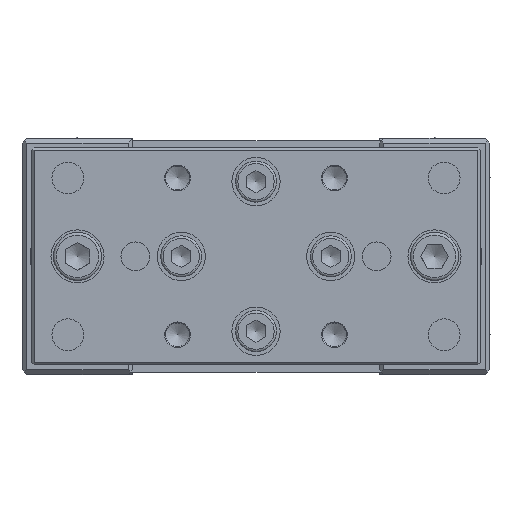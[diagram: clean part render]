
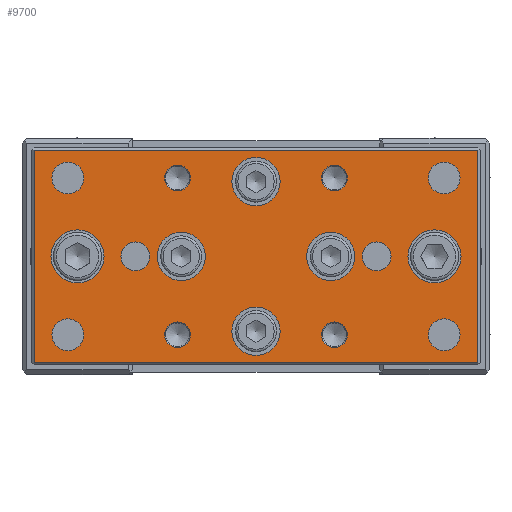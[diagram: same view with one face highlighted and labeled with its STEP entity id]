
A CAD part, left-side view. The second image highlights one B-rep face of the part: STEP entity #9700.
In plain terms, the highlighted planar face has unit normal (-1, 0, 0).
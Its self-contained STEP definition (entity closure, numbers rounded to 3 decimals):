
#8944=CARTESIAN_POINT('',(77.608,201.669,27.5));
#8945=VERTEX_POINT('',#8944);
#8946=CARTESIAN_POINT('',(77.608,201.669,24.5));
#8947=DIRECTION('',(1.0,0.0,0.0));
#8948=DIRECTION('',(0.0,0.0,1.0));
#8949=AXIS2_PLACEMENT_3D('',#8946,#8947,#8948);
#8950=CIRCLE('',#8949,3.0);
#8951=EDGE_CURVE('',#8945,#8945,#8950,.T.);
#8981=CARTESIAN_POINT('',(77.608,151.669,27.5));
#8982=VERTEX_POINT('',#8981);
#8983=CARTESIAN_POINT('',(77.608,151.669,24.5));
#8984=DIRECTION('',(1.0,0.0,0.0));
#8985=DIRECTION('',(0.0,0.0,1.0));
#8986=AXIS2_PLACEMENT_3D('',#8983,#8984,#8985);
#8987=CIRCLE('',#8986,3.0);
#8988=EDGE_CURVE('',#8982,#8982,#8987,.T.);
#9029=CARTESIAN_POINT('',(77.608,176.669,35.0));
#9030=VERTEX_POINT('',#9029);
#9031=CARTESIAN_POINT('',(77.608,176.669,40.0));
#9032=DIRECTION('',(1.0,0.0,0.0));
#9033=DIRECTION('',(0.0,0.0,1.0));
#9034=AXIS2_PLACEMENT_3D('',#9031,#9032,#9033);
#9035=CIRCLE('',#9034,5.0);
#9036=EDGE_CURVE('',#9030,#9030,#9035,.T.);
#9057=CARTESIAN_POINT('',(77.608,213.669,19.0));
#9058=VERTEX_POINT('',#9057);
#9059=CARTESIAN_POINT('',(77.608,213.669,24.5));
#9060=DIRECTION('',(1.0,0.0,0.0));
#9061=DIRECTION('',(0.0,0.0,1.0));
#9062=AXIS2_PLACEMENT_3D('',#9059,#9060,#9061);
#9063=CIRCLE('',#9062,5.5);
#9064=EDGE_CURVE('',#9058,#9058,#9063,.T.);
#9074=CARTESIAN_POINT('',(77.608,137.669,37.45));
#9075=VERTEX_POINT('',#9074);
#9076=CARTESIAN_POINT('',(77.608,137.669,40.75));
#9077=DIRECTION('',(1.0,0.0,0.0));
#9078=DIRECTION('',(0.0,0.0,1.0));
#9079=AXIS2_PLACEMENT_3D('',#9076,#9077,#9078);
#9080=CIRCLE('',#9079,3.3);
#9081=EDGE_CURVE('',#9075,#9075,#9080,.T.);
#9122=CARTESIAN_POINT('',(77.608,137.669,4.95));
#9123=VERTEX_POINT('',#9122);
#9124=CARTESIAN_POINT('',(77.608,137.669,8.25));
#9125=DIRECTION('',(1.0,0.0,0.0));
#9126=DIRECTION('',(0.0,0.0,1.0));
#9127=AXIS2_PLACEMENT_3D('',#9124,#9125,#9126);
#9128=CIRCLE('',#9127,3.3);
#9129=EDGE_CURVE('',#9123,#9123,#9128,.T.);
#9170=CARTESIAN_POINT('',(77.608,215.669,37.45));
#9171=VERTEX_POINT('',#9170);
#9172=CARTESIAN_POINT('',(77.608,215.669,40.75));
#9173=DIRECTION('',(1.0,0.0,0.0));
#9174=DIRECTION('',(0.0,0.0,1.0));
#9175=AXIS2_PLACEMENT_3D('',#9172,#9173,#9174);
#9176=CIRCLE('',#9175,3.3);
#9177=EDGE_CURVE('',#9171,#9171,#9176,.T.);
#9218=CARTESIAN_POINT('',(77.608,215.669,4.95));
#9219=VERTEX_POINT('',#9218);
#9220=CARTESIAN_POINT('',(77.608,215.669,8.25));
#9221=DIRECTION('',(1.0,0.0,0.0));
#9222=DIRECTION('',(0.0,0.0,1.0));
#9223=AXIS2_PLACEMENT_3D('',#9220,#9221,#9222);
#9224=CIRCLE('',#9223,3.3);
#9225=EDGE_CURVE('',#9219,#9219,#9224,.T.);
#9277=CARTESIAN_POINT('',(77.608,176.669,4.));
#9278=VERTEX_POINT('',#9277);
#9279=CARTESIAN_POINT('',(77.608,176.669,9.));
#9280=DIRECTION('',(1.0,0.0,0.0));
#9281=DIRECTION('',(0.0,0.0,1.0));
#9282=AXIS2_PLACEMENT_3D('',#9279,#9280,#9281);
#9283=CIRCLE('',#9282,5.0);
#9284=EDGE_CURVE('',#9278,#9278,#9283,.T.);
#9305=CARTESIAN_POINT('',(77.608,192.169,29.5));
#9306=VERTEX_POINT('',#9305);
#9307=CARTESIAN_POINT('',(77.608,192.169,24.5));
#9308=DIRECTION('',(1.0,0.0,0.0));
#9309=DIRECTION('',(0.0,0.0,-1.0));
#9310=AXIS2_PLACEMENT_3D('',#9307,#9308,#9309);
#9311=CIRCLE('',#9310,5.0);
#9312=EDGE_CURVE('',#9306,#9306,#9311,.T.);
#9333=CARTESIAN_POINT('',(77.608,161.169,29.5));
#9334=VERTEX_POINT('',#9333);
#9335=CARTESIAN_POINT('',(77.608,161.169,24.5));
#9336=DIRECTION('',(1.0,0.0,0.0));
#9337=DIRECTION('',(0.0,0.0,-1.0));
#9338=AXIS2_PLACEMENT_3D('',#9335,#9336,#9337);
#9339=CIRCLE('',#9338,5.0);
#9340=EDGE_CURVE('',#9334,#9334,#9339,.T.);
#9361=CARTESIAN_POINT('',(77.608,139.669,19.0));
#9362=VERTEX_POINT('',#9361);
#9363=CARTESIAN_POINT('',(77.608,139.669,24.5));
#9364=DIRECTION('',(1.0,0.0,0.0));
#9365=DIRECTION('',(0.0,0.0,1.0));
#9366=AXIS2_PLACEMENT_3D('',#9363,#9364,#9365);
#9367=CIRCLE('',#9366,5.5);
#9368=EDGE_CURVE('',#9362,#9362,#9367,.T.);
#9389=CARTESIAN_POINT('',(77.608,192.919,43.409));
#9390=VERTEX_POINT('',#9389);
#9391=CARTESIAN_POINT('',(77.608,192.919,40.75));
#9392=DIRECTION('',(-1.0,0.0,0.0));
#9393=DIRECTION('',(0.0,0.0,-1.0));
#9394=AXIS2_PLACEMENT_3D('',#9391,#9392,#9393);
#9395=CIRCLE('',#9394,2.659);
#9396=EDGE_CURVE('',#9390,#9390,#9395,.T.);
#9449=CARTESIAN_POINT('',(77.608,160.419,43.409));
#9450=VERTEX_POINT('',#9449);
#9451=CARTESIAN_POINT('',(77.608,160.419,40.75));
#9452=DIRECTION('',(-1.0,0.0,0.0));
#9453=DIRECTION('',(0.0,0.0,-1.0));
#9454=AXIS2_PLACEMENT_3D('',#9451,#9452,#9453);
#9455=CIRCLE('',#9454,2.659);
#9456=EDGE_CURVE('',#9450,#9450,#9455,.T.);
#9541=CARTESIAN_POINT('',(77.608,160.419,10.909));
#9542=VERTEX_POINT('',#9541);
#9543=CARTESIAN_POINT('',(77.608,160.419,8.25));
#9544=DIRECTION('',(-1.0,0.0,0.0));
#9545=DIRECTION('',(0.0,0.0,-1.0));
#9546=AXIS2_PLACEMENT_3D('',#9543,#9544,#9545);
#9547=CIRCLE('',#9546,2.659);
#9548=EDGE_CURVE('',#9542,#9542,#9547,.T.);
#9601=CARTESIAN_POINT('',(77.608,192.919,10.909));
#9602=VERTEX_POINT('',#9601);
#9603=CARTESIAN_POINT('',(77.608,192.919,8.25));
#9604=DIRECTION('',(-1.0,0.0,0.0));
#9605=DIRECTION('',(0.0,0.0,-1.0));
#9606=AXIS2_PLACEMENT_3D('',#9603,#9604,#9605);
#9607=CIRCLE('',#9606,2.659);
#9608=EDGE_CURVE('',#9602,#9602,#9607,.T.);
#9613=CARTESIAN_POINT('',(77.608,176.669,24.5));
#9614=DIRECTION('',(1.0,0.0,0.0));
#9615=DIRECTION('',(0.0,0.0,-1.0));
#9616=AXIS2_PLACEMENT_3D('',#9613,#9614,#9615);
#9617=PLANE('',#9616);
#9618=CARTESIAN_POINT('',(77.608,222.669,2.5));
#9619=VERTEX_POINT('',#9618);
#9620=CARTESIAN_POINT('',(77.608,222.669,46.5));
#9621=VERTEX_POINT('',#9620);
#9622=CARTESIAN_POINT('',(77.608,222.669,2.5));
#9623=DIRECTION('',(0.0,0.0,1.0));
#9624=VECTOR('',#9623,44.0);
#9625=LINE('',#9622,#9624);
#9626=EDGE_CURVE('',#9619,#9621,#9625,.T.);
#9627=ORIENTED_EDGE('',*,*,#9626,.F.);
#9628=CARTESIAN_POINT('',(77.608,130.669,2.5));
#9629=VERTEX_POINT('',#9628);
#9630=CARTESIAN_POINT('',(77.608,130.669,2.5));
#9631=DIRECTION('',(0.0,1.0,0.0));
#9632=VECTOR('',#9631,92.0);
#9633=LINE('',#9630,#9632);
#9634=EDGE_CURVE('',#9629,#9619,#9633,.T.);
#9635=ORIENTED_EDGE('',*,*,#9634,.F.);
#9636=CARTESIAN_POINT('',(77.608,130.669,46.5));
#9637=VERTEX_POINT('',#9636);
#9638=CARTESIAN_POINT('',(77.608,130.669,46.5));
#9639=DIRECTION('',(0.0,0.0,-1.0));
#9640=VECTOR('',#9639,44.0);
#9641=LINE('',#9638,#9640);
#9642=EDGE_CURVE('',#9637,#9629,#9641,.T.);
#9643=ORIENTED_EDGE('',*,*,#9642,.F.);
#9644=CARTESIAN_POINT('',(77.608,222.669,46.5));
#9645=DIRECTION('',(0.0,-1.0,0.0));
#9646=VECTOR('',#9645,92.0);
#9647=LINE('',#9644,#9646);
#9648=EDGE_CURVE('',#9621,#9637,#9647,.T.);
#9649=ORIENTED_EDGE('',*,*,#9648,.F.);
#9650=EDGE_LOOP('',(#9627,#9635,#9643,#9649));
#9651=FACE_OUTER_BOUND('',#9650,.T.);
#9652=ORIENTED_EDGE('',*,*,#8951,.T.);
#9653=EDGE_LOOP('',(#9652));
#9654=FACE_BOUND('',#9653,.T.);
#9655=ORIENTED_EDGE('',*,*,#8988,.T.);
#9656=EDGE_LOOP('',(#9655));
#9657=FACE_BOUND('',#9656,.T.);
#9658=ORIENTED_EDGE('',*,*,#9548,.F.);
#9659=EDGE_LOOP('',(#9658));
#9660=FACE_BOUND('',#9659,.T.);
#9661=ORIENTED_EDGE('',*,*,#9396,.F.);
#9662=EDGE_LOOP('',(#9661));
#9663=FACE_BOUND('',#9662,.T.);
#9664=ORIENTED_EDGE('',*,*,#9368,.T.);
#9665=EDGE_LOOP('',(#9664));
#9666=FACE_BOUND('',#9665,.T.);
#9667=ORIENTED_EDGE('',*,*,#9036,.T.);
#9668=EDGE_LOOP('',(#9667));
#9669=FACE_BOUND('',#9668,.T.);
#9670=ORIENTED_EDGE('',*,*,#9064,.T.);
#9671=EDGE_LOOP('',(#9670));
#9672=FACE_BOUND('',#9671,.T.);
#9673=ORIENTED_EDGE('',*,*,#9081,.T.);
#9674=EDGE_LOOP('',(#9673));
#9675=FACE_BOUND('',#9674,.T.);
#9676=ORIENTED_EDGE('',*,*,#9129,.T.);
#9677=EDGE_LOOP('',(#9676));
#9678=FACE_BOUND('',#9677,.T.);
#9679=ORIENTED_EDGE('',*,*,#9177,.T.);
#9680=EDGE_LOOP('',(#9679));
#9681=FACE_BOUND('',#9680,.T.);
#9682=ORIENTED_EDGE('',*,*,#9225,.T.);
#9683=EDGE_LOOP('',(#9682));
#9684=FACE_BOUND('',#9683,.T.);
#9685=ORIENTED_EDGE('',*,*,#9284,.T.);
#9686=EDGE_LOOP('',(#9685));
#9687=FACE_BOUND('',#9686,.T.);
#9688=ORIENTED_EDGE('',*,*,#9312,.T.);
#9689=EDGE_LOOP('',(#9688));
#9690=FACE_BOUND('',#9689,.T.);
#9691=ORIENTED_EDGE('',*,*,#9340,.T.);
#9692=EDGE_LOOP('',(#9691));
#9693=FACE_BOUND('',#9692,.T.);
#9694=ORIENTED_EDGE('',*,*,#9456,.F.);
#9695=EDGE_LOOP('',(#9694));
#9696=FACE_BOUND('',#9695,.T.);
#9697=ORIENTED_EDGE('',*,*,#9608,.F.);
#9698=EDGE_LOOP('',(#9697));
#9699=FACE_BOUND('',#9698,.T.);
#9700=ADVANCED_FACE('',(#9651,#9654,#9657,#9660,#9663,#9666,#9669,#9672,#9675,#9678,#9681,#9684,#9687,#9690,#9693,#9696,#9699),#9617,.F.);
